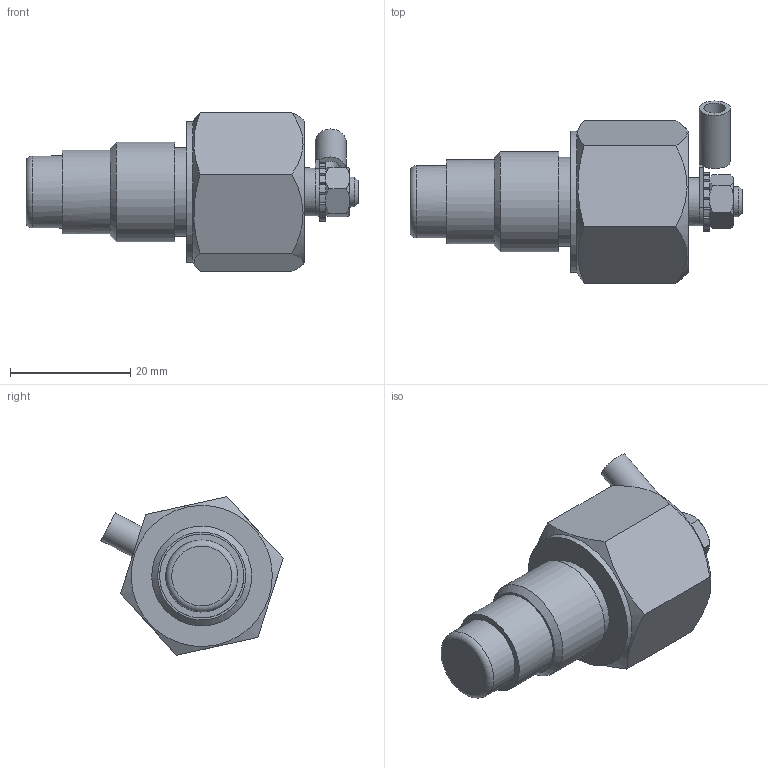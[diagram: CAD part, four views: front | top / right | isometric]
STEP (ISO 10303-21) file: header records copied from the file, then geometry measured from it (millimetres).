
FILE_DESCRIPTION(/* description */ ('Unknown'),/* implementation_level */ '2;1');
FILE_NAME(/* name */ 'CNP-18F-10-G3_8',/* time_stamp */ '2019-07-12T08:59:48+02:00',/* author */ ('Unknown'),/* organization */ ('Unknown'),/* preprocessor_version */ 'ST-DEVELOPER v16.7',/* originating_system */ 'DEX',/* authorisation */ $);
FILE_SCHEMA (('AUTOMOTIVE_DESIGN {1 0 10303 214 3 1 1}'));
Length unit declared in the file: millimetre
Products named in the file (1): CNP-18F-10-G3_8
Bounding box: 55.3 x 30.32 x 26.41 mm (x, y, z)
Volume: 10012.8 mm3; surface area: 7412.2 mm2
Topology: 1 solids, 7 shells, 209 faces, 500 edges, 312 vertices
Faces by surface type: plane 143, cylinder 41, cone 24, torus 1
Full cylindrical faces by diameter (mm): 3.6 x1, 5 x3, 5.2 x1, 5.4 x1, 5.6 x1, 6.5 x1, 8 x3, 9 x1, 10 x1, 12 x2, 14 x1, 14.806 x1, 16.662 x1, 20.1 x3, 21.1 x1, 23.506 x1
Entity records: 7202 total; most frequent: CARTESIAN_POINT 1094, DIRECTION 986, ORIENTED_EDGE 882, EDGE_CURVE 443, AXIS2_PLACEMENT_3D 369, VERTEX_POINT 291, EDGE_LOOP 266, FACE_BOUND 266
